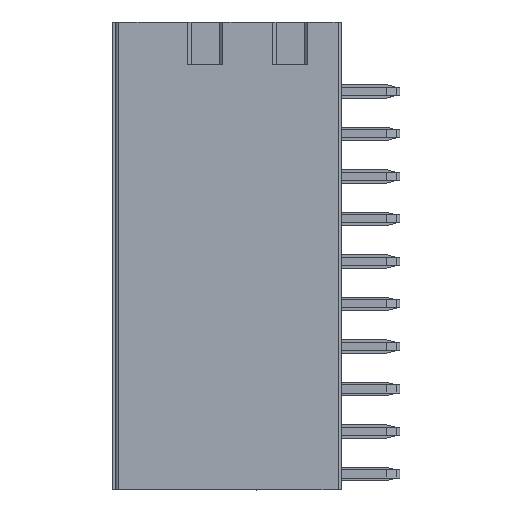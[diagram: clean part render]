
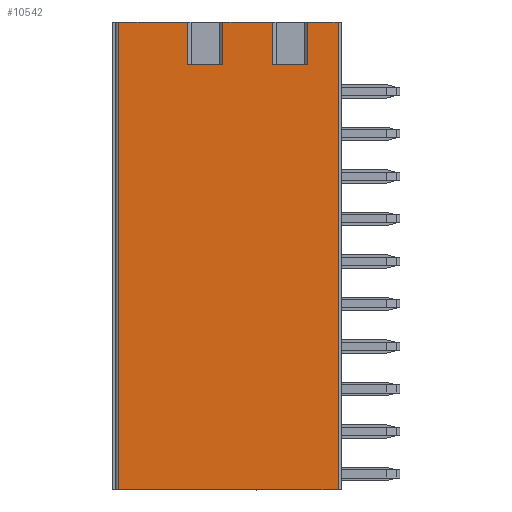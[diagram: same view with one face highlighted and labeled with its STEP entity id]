
A CAD part, top view. The second image highlights one B-rep face of the part: STEP entity #10542.
In plain terms, the highlighted planar face has unit normal (0, 0, 1).
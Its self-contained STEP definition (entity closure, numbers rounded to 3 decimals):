
#374=DIRECTION('',(0.,1.,0.));
#375=VECTOR('',#374,27.94);
#376=CARTESIAN_POINT('',(-13.3,-22.86,0.));
#377=LINE('',#376,#375);
#378=DIRECTION('',(0.,1.,0.));
#379=VECTOR('',#378,2.54);
#380=CARTESIAN_POINT('',(-9.18,2.54,0.));
#381=LINE('',#380,#379);
#382=DIRECTION('',(1.,0.,0.));
#383=VECTOR('',#382,2.1);
#384=CARTESIAN_POINT('',(-9.18,2.54,0.));
#385=LINE('',#384,#383);
#386=DIRECTION('',(0.,1.,0.));
#387=VECTOR('',#386,2.54);
#388=CARTESIAN_POINT('',(-7.08,2.54,0.));
#389=LINE('',#388,#387);
#390=DIRECTION('',(0.,1.,0.));
#391=VECTOR('',#390,2.54);
#392=CARTESIAN_POINT('',(-4.1,2.54,0.));
#393=LINE('',#392,#391);
#394=DIRECTION('',(1.,0.,0.));
#395=VECTOR('',#394,2.1);
#396=CARTESIAN_POINT('',(-4.1,2.54,0.));
#397=LINE('',#396,#395);
#398=DIRECTION('',(0.,1.,0.));
#399=VECTOR('',#398,2.54);
#400=CARTESIAN_POINT('',(-2.,2.54,0.));
#401=LINE('',#400,#399);
#402=DIRECTION('',(0.,1.,0.));
#403=VECTOR('',#402,27.94);
#404=CARTESIAN_POINT('',(-0.2,-22.86,0.));
#405=LINE('',#404,#403);
#2369=DIRECTION('',(1.,0.,0.));
#2370=VECTOR('',#2369,13.1);
#2371=CARTESIAN_POINT('',(-13.3,-22.86,0.));
#2372=LINE('',#2371,#2370);
#3144=DIRECTION('',(1.,0.,0.));
#3145=VECTOR('',#3144,2.98);
#3146=CARTESIAN_POINT('',(-7.08,5.08,0.));
#3147=LINE('',#3146,#3145);
#3160=DIRECTION('',(1.,0.,0.));
#3161=VECTOR('',#3160,4.12);
#3162=CARTESIAN_POINT('',(-13.3,5.08,0.));
#3163=LINE('',#3162,#3161);
#3249=DIRECTION('',(1.,0.,0.));
#3250=VECTOR('',#3249,1.8);
#3251=CARTESIAN_POINT('',(-2.,5.08,0.));
#3252=LINE('',#3251,#3250);
#8141=CARTESIAN_POINT('',(-13.3,5.08,0.));
#8142=VERTEX_POINT('',#8141);
#8143=CARTESIAN_POINT('',(-0.2,5.08,0.));
#8145=VERTEX_POINT('',#8143);
#8224=CARTESIAN_POINT('',(-4.1,5.08,0.));
#8226=VERTEX_POINT('',#8224);
#8227=CARTESIAN_POINT('',(-2.,5.08,0.));
#8229=VERTEX_POINT('',#8227);
#8235=CARTESIAN_POINT('',(-9.18,5.08,0.));
#8236=VERTEX_POINT('',#8235);
#8237=CARTESIAN_POINT('',(-7.08,5.08,0.));
#8238=VERTEX_POINT('',#8237);
#8256=CARTESIAN_POINT('',(-4.1,2.54,0.));
#8258=VERTEX_POINT('',#8256);
#8259=CARTESIAN_POINT('',(-2.,2.54,0.));
#8261=VERTEX_POINT('',#8259);
#8267=CARTESIAN_POINT('',(-9.18,2.54,0.));
#8268=VERTEX_POINT('',#8267);
#8269=CARTESIAN_POINT('',(-7.08,2.54,0.));
#8270=VERTEX_POINT('',#8269);
#9681=CARTESIAN_POINT('',(-13.3,-22.86,0.));
#9682=VERTEX_POINT('',#9681);
#9683=CARTESIAN_POINT('',(-0.2,-22.86,0.));
#9684=VERTEX_POINT('',#9683);
#10512=CARTESIAN_POINT('',(-13.3,0.,0.));
#10513=DIRECTION('',(0.,0.,1.));
#10514=DIRECTION('',(1.,0.,0.));
#10515=AXIS2_PLACEMENT_3D('',#10512,#10513,#10514);
#10516=PLANE('',#10515);
#10518=ORIENTED_EDGE('',*,*,#10517,.F.);
#10520=ORIENTED_EDGE('',*,*,#10519,.F.);
#10521=ORIENTED_EDGE('',*,*,#10502,.T.);
#10523=ORIENTED_EDGE('',*,*,#10522,.T.);
#10525=ORIENTED_EDGE('',*,*,#10524,.F.);
#10527=ORIENTED_EDGE('',*,*,#10526,.T.);
#10529=ORIENTED_EDGE('',*,*,#10528,.T.);
#10531=ORIENTED_EDGE('',*,*,#10530,.T.);
#10533=ORIENTED_EDGE('',*,*,#10532,.F.);
#10535=ORIENTED_EDGE('',*,*,#10534,.T.);
#10537=ORIENTED_EDGE('',*,*,#10536,.T.);
#10539=ORIENTED_EDGE('',*,*,#10538,.T.);
#10540=EDGE_LOOP('',(#10518,#10520,#10521,#10523,#10525,#10527,#10529,#10531,
#10533,#10535,#10537,#10539));
#10541=FACE_OUTER_BOUND('',#10540,.F.);
#10502=EDGE_CURVE('',#9682,#8142,#377,.T.);
#10517=EDGE_CURVE('',#9684,#8145,#405,.T.);
#10519=EDGE_CURVE('',#9682,#9684,#2372,.T.);
#10522=EDGE_CURVE('',#8142,#8236,#3163,.T.);
#10524=EDGE_CURVE('',#8268,#8236,#381,.T.);
#10526=EDGE_CURVE('',#8268,#8270,#385,.T.);
#10528=EDGE_CURVE('',#8270,#8238,#389,.T.);
#10530=EDGE_CURVE('',#8238,#8226,#3147,.T.);
#10532=EDGE_CURVE('',#8258,#8226,#393,.T.);
#10534=EDGE_CURVE('',#8258,#8261,#397,.T.);
#10536=EDGE_CURVE('',#8261,#8229,#401,.T.);
#10538=EDGE_CURVE('',#8229,#8145,#3252,.T.);
#10542=ADVANCED_FACE('',(#10541),#10516,.T.);
